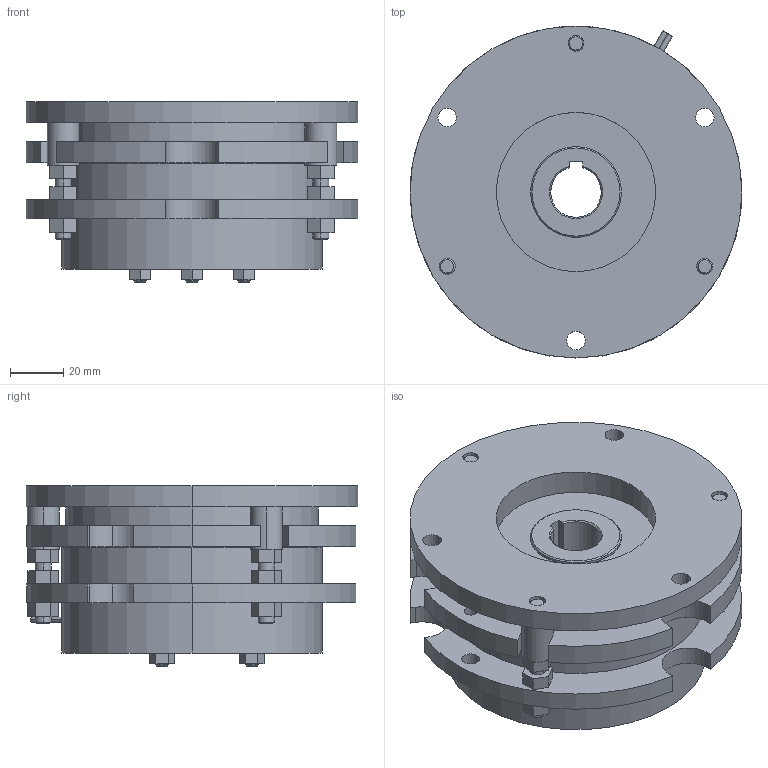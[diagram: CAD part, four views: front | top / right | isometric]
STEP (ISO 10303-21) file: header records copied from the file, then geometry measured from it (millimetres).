
FILE_DESCRIPTION (( 'STEP AP203' ), '1' );
FILE_NAME ('MNB 1.2K-N_23780800.STEP', '2016-06-07T00:05:21', ( ' ' ), ( '' ), 'SwSTEP 2.0', 'SolidWorks 2009', '' );
FILE_SCHEMA (( 'CONFIG_CONTROL_DESIGN' ));
Length unit declared in the file: millimetre
Products named in the file (1): MNB 1.2K-N_23780800
Bounding box: 125 x 125 x 68 mm (x, y, z)
Volume: 508044.6 mm3; surface area: 93085.8 mm2
Topology: 1 solids, 4 shells, 292 faces, 705 edges, 456 vertices
Faces by surface type: plane 140, cylinder 116, cone 32, torus 4
Entity records: 8852 total; most frequent: CARTESIAN_POINT 1688, DIRECTION 1535, ORIENTED_EDGE 1402, EDGE_CURVE 701, AXIS2_PLACEMENT_3D 555, VERTEX_POINT 456, VECTOR 425, LINE 425
